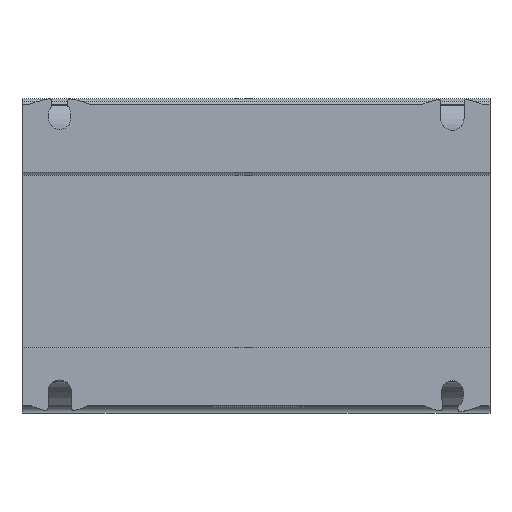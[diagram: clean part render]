
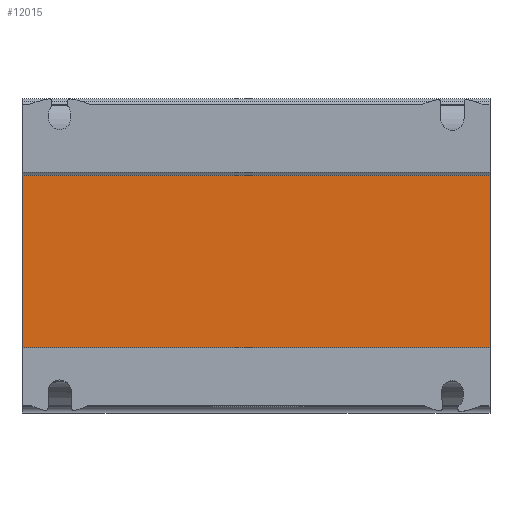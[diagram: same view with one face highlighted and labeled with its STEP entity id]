
A CAD part, top view. The second image highlights one B-rep face of the part: STEP entity #12015.
In plain terms, the highlighted planar face has unit normal (0, 0, 1).
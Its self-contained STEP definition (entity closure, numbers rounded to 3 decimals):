
#947=DIRECTION('',(0.,1.,0.));
#948=VECTOR('',#947,33.7);
#949=CARTESIAN_POINT('',(45.,-21.8,49.55));
#950=LINE('',#949,#948);
#1867=DIRECTION('',(1.,0.,0.));
#1868=VECTOR('',#1867,90.);
#1869=CARTESIAN_POINT('',(-45.,-21.8,49.55));
#1870=LINE('',#1869,#1868);
#1871=DIRECTION('',(0.,1.,0.));
#1872=VECTOR('',#1871,33.7);
#1873=CARTESIAN_POINT('',(-45.,-21.8,49.55));
#1874=LINE('',#1873,#1872);
#1875=DIRECTION('',(1.,0.,0.));
#1876=VECTOR('',#1875,90.);
#1877=CARTESIAN_POINT('',(-45.,11.9,49.55));
#1878=LINE('',#1877,#1876);
#7846=CARTESIAN_POINT('',(45.,-21.8,49.55));
#7847=VERTEX_POINT('',#7846);
#7848=CARTESIAN_POINT('',(45.,11.9,49.55));
#7849=VERTEX_POINT('',#7848);
#9280=CARTESIAN_POINT('',(-45.,11.9,49.55));
#9281=VERTEX_POINT('',#9280);
#9282=CARTESIAN_POINT('',(-45.,-21.8,49.55));
#9283=VERTEX_POINT('',#9282);
#12003=CARTESIAN_POINT('',(45.,11.9,49.55));
#12004=DIRECTION('',(0.,0.,1.));
#12005=DIRECTION('',(0.,-1.,0.));
#12006=AXIS2_PLACEMENT_3D('',#12003,#12004,#12005);
#12007=PLANE('',#12006);
#12008=ORIENTED_EDGE('',*,*,#11043,.F.);
#12009=ORIENTED_EDGE('',*,*,#11998,.F.);
#12010=ORIENTED_EDGE('',*,*,#10826,.T.);
#12012=ORIENTED_EDGE('',*,*,#12011,.T.);
#12013=EDGE_LOOP('',(#12008,#12009,#12010,#12012));
#12014=FACE_OUTER_BOUND('',#12013,.F.);
#12015=ADVANCED_FACE('',(#12014),#12007,.T.);
#10826=EDGE_CURVE('',#9283,#9281,#1874,.T.);
#11043=EDGE_CURVE('',#7847,#7849,#950,.T.);
#11998=EDGE_CURVE('',#9283,#7847,#1870,.T.);
#12011=EDGE_CURVE('',#9281,#7849,#1878,.T.);
